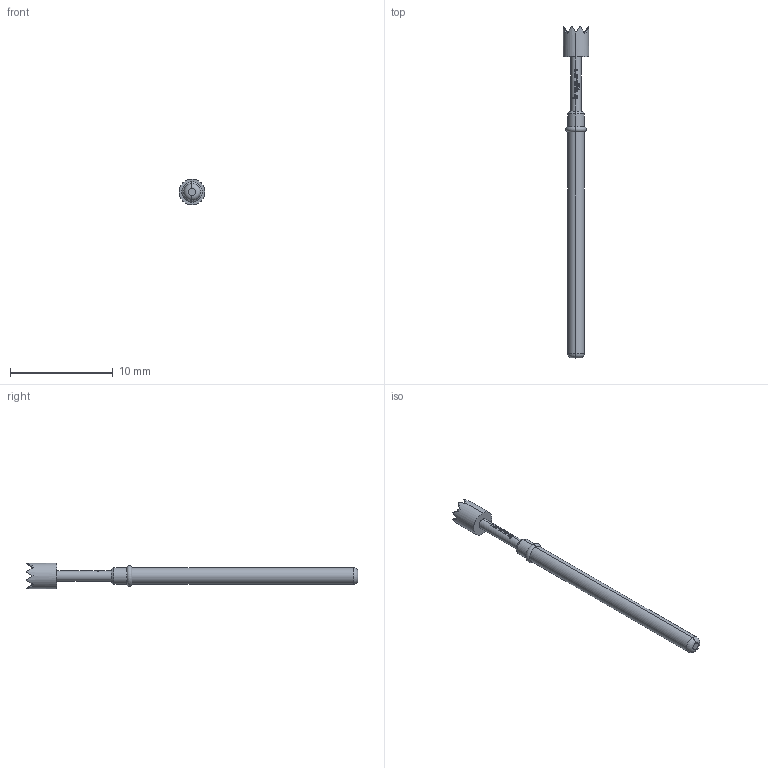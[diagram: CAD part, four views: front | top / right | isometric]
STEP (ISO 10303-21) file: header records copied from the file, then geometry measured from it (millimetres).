
FILE_DESCRIPTION (( 'STEP AP203' ), '1' );
FILE_NAME ('INGUN_GKS-112_306_250_R_xx02.STEP', '2021-12-22T08:08:24', ( 'ochi' ), ( '' ), 'SwSTEP 2.0', 'SolidWorks 2018', '' );
FILE_SCHEMA (( 'CONFIG_CONTROL_DESIGN' ));
Length unit declared in the file: millimetre
Products named in the file (1): INGUN_GKS-112_306_250_R_xx02
Bounding box: 2.5 x 32.3 x 2.5 mm (x, y, z)
Volume: 68 mm3; surface area: 178.7 mm2
Topology: 1 solids, 1 shells, 137 faces, 337 edges, 205 vertices
Faces by surface type: plane 69, bspline 44, cylinder 18, torus 4, cone 2
Entity records: 5016 total; most frequent: CARTESIAN_POINT 2354, ORIENTED_EDGE 674, EDGE_CURVE 337, DIRECTION 311, VERTEX_POINT 205, B_SPLINE_CURVE_WITH_KNOTS 204, EDGE_LOOP 140, FACE_OUTER_BOUND 137
